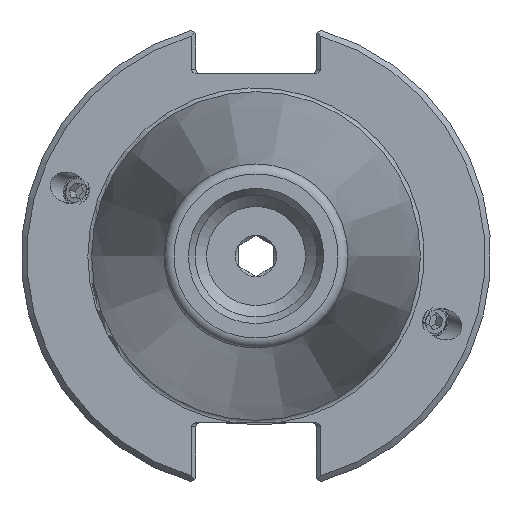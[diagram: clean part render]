
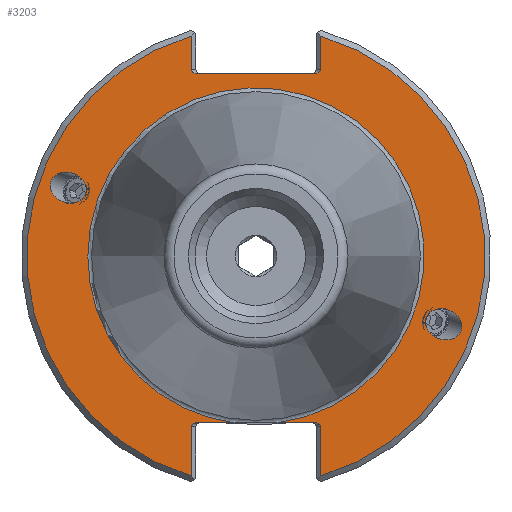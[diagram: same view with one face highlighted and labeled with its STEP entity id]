
A CAD part, left-side view. The second image highlights one B-rep face of the part: STEP entity #3203.
In plain terms, the highlighted planar face has unit normal (-1, 0, 0).
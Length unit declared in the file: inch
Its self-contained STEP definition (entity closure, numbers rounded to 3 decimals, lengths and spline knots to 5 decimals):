
#136=LINE('',#4841,#306);
#142=LINE('',#4869,#312);
#143=LINE('',#4873,#313);
#144=LINE('',#4877,#314);
#145=LINE('',#4882,#315);
#146=LINE('',#4886,#316);
#147=LINE('',#4889,#317);
#306=VECTOR('',#3879,0.63343);
#312=VECTOR('',#3893,0.205);
#313=VECTOR('',#3896,0.2622);
#314=VECTOR('',#3899,0.1782);
#315=VECTOR('',#3904,0.1782);
#316=VECTOR('',#3907,0.2622);
#317=VECTOR('',#3910,0.205);
#676=PLANE('',#3451);
#785=FACE_BOUND('',#1228,.T.);
#786=FACE_BOUND('',#1229,.T.);
#858=CIRCLE('',#3449,0.895);
#860=CIRCLE('',#3453,1.22);
#861=CIRCLE('',#3456,1.22);
#990=FACE_OUTER_BOUND('',#1227,.T.);
#1227=EDGE_LOOP('',(#2305,#2306,#2307,#2308,#2309,#2310,#2311,#2312,#2313,
#2314,#2315,#2316,#2317,#2318));
#1228=EDGE_LOOP('',(#2319));
#1229=EDGE_LOOP('',(#2320));
#1456=ELLIPSE('',#3391,0.09853,0.08071);
#1457=ELLIPSE('',#3401,0.09853,0.08071);
#1462=ELLIPSE('',#3452,0.02828,0.02);
#1463=ELLIPSE('',#3454,0.02828,0.02);
#1464=ELLIPSE('',#3455,0.02828,0.02);
#1465=ELLIPSE('',#3457,0.02828,0.02);
#1474=VERTEX_POINT('',#4653);
#1481=VERTEX_POINT('',#4738);
#1515=VERTEX_POINT('',#4837);
#1517=VERTEX_POINT('',#4840);
#1521=VERTEX_POINT('',#4851);
#1522=VERTEX_POINT('',#4852);
#1524=VERTEX_POINT('',#4868);
#1525=VERTEX_POINT('',#4870);
#1526=VERTEX_POINT('',#4872);
#1527=VERTEX_POINT('',#4874);
#1528=VERTEX_POINT('',#4876);
#1529=VERTEX_POINT('',#4879);
#1530=VERTEX_POINT('',#4881);
#1531=VERTEX_POINT('',#4883);
#1532=VERTEX_POINT('',#4885);
#1533=VERTEX_POINT('',#4887);
#1783=EDGE_CURVE('',#1474,#1474,#1456,.T.);
#1790=EDGE_CURVE('',#1481,#1481,#1457,.T.);
#1826=EDGE_CURVE('',#1515,#1517,#136,.T.);
#1833=EDGE_CURVE('',#1521,#1522,#858,.T.);
#1835=EDGE_CURVE('',#1524,#1521,#142,.T.);
#1836=EDGE_CURVE('',#1525,#1524,#1462,.T.);
#1837=EDGE_CURVE('',#1526,#1525,#143,.T.);
#1838=EDGE_CURVE('',#1527,#1526,#860,.T.);
#1839=EDGE_CURVE('',#1528,#1527,#144,.T.);
#1840=EDGE_CURVE('',#1517,#1528,#1463,.T.);
#1841=EDGE_CURVE('',#1529,#1515,#1464,.T.);
#1842=EDGE_CURVE('',#1530,#1529,#145,.T.);
#1843=EDGE_CURVE('',#1531,#1530,#861,.T.);
#1844=EDGE_CURVE('',#1532,#1531,#146,.T.);
#1845=EDGE_CURVE('',#1533,#1532,#1465,.T.);
#1846=EDGE_CURVE('',#1522,#1533,#147,.T.);
#2305=ORIENTED_EDGE('',*,*,#1833,.F.);
#2306=ORIENTED_EDGE('',*,*,#1835,.F.);
#2307=ORIENTED_EDGE('',*,*,#1836,.F.);
#2308=ORIENTED_EDGE('',*,*,#1837,.F.);
#2309=ORIENTED_EDGE('',*,*,#1838,.F.);
#2310=ORIENTED_EDGE('',*,*,#1839,.F.);
#2311=ORIENTED_EDGE('',*,*,#1840,.F.);
#2312=ORIENTED_EDGE('',*,*,#1826,.F.);
#2313=ORIENTED_EDGE('',*,*,#1841,.F.);
#2314=ORIENTED_EDGE('',*,*,#1842,.F.);
#2315=ORIENTED_EDGE('',*,*,#1843,.F.);
#2316=ORIENTED_EDGE('',*,*,#1844,.F.);
#2317=ORIENTED_EDGE('',*,*,#1845,.F.);
#2318=ORIENTED_EDGE('',*,*,#1846,.F.);
#2319=ORIENTED_EDGE('',*,*,#1783,.T.);
#2320=ORIENTED_EDGE('',*,*,#1790,.T.);
#3203=ADVANCED_FACE('',(#990,#785,#786),#676,.T.);
#3391=AXIS2_PLACEMENT_3D('',#4654,#3757,#3758);
#3401=AXIS2_PLACEMENT_3D('',#4739,#3777,#3778);
#3449=AXIS2_PLACEMENT_3D('',#4864,#3887,#3888);
#3451=AXIS2_PLACEMENT_3D('',#4867,#3891,#3892);
#3452=AXIS2_PLACEMENT_3D('',#4871,#3894,#3895);
#3453=AXIS2_PLACEMENT_3D('',#4875,#3897,#3898);
#3454=AXIS2_PLACEMENT_3D('',#4878,#3900,#3901);
#3455=AXIS2_PLACEMENT_3D('',#4880,#3902,#3903);
#3456=AXIS2_PLACEMENT_3D('',#4884,#3905,#3906);
#3457=AXIS2_PLACEMENT_3D('',#4888,#3908,#3909);
#3757=DIRECTION('center_axis',(1.,0.,0.));
#3758=DIRECTION('ref_axis',(0.,-0.94,-0.342));
#3777=DIRECTION('center_axis',(1.,0.,0.));
#3778=DIRECTION('ref_axis',(0.,0.94,0.342));
#3879=DIRECTION('',(0.,-1.,0.));
#3887=DIRECTION('center_axis',(-1.,0.,0.));
#3888=DIRECTION('ref_axis',(0.,-1.,0.));
#3891=DIRECTION('center_axis',(-1.,0.,0.));
#3892=DIRECTION('ref_axis',(0.,0.,1.));
#3893=DIRECTION('',(0.,1.,0.));
#3894=DIRECTION('center_axis',(-1.,0.,0.));
#3895=DIRECTION('ref_axis',(0.,-1.,0.));
#3896=DIRECTION('',(0.,0.,1.));
#3897=DIRECTION('center_axis',(1.,0.,0.));
#3898=DIRECTION('ref_axis',(0.,-1.,0.));
#3899=DIRECTION('',(0.,0.,1.));
#3900=DIRECTION('center_axis',(-1.,0.,0.));
#3901=DIRECTION('ref_axis',(0.,-1.,0.));
#3902=DIRECTION('center_axis',(-1.,0.,0.));
#3903=DIRECTION('ref_axis',(0.,1.,0.));
#3904=DIRECTION('',(0.,0.,-1.));
#3905=DIRECTION('center_axis',(1.,0.,0.));
#3906=DIRECTION('ref_axis',(0.,1.,0.));
#3907=DIRECTION('',(0.,0.,-1.));
#3908=DIRECTION('center_axis',(-1.,0.,0.));
#3909=DIRECTION('ref_axis',(0.,1.,0.));
#3910=DIRECTION('',(0.,1.,0.));
#4653=CARTESIAN_POINT('',(0.125,-0.90631,-0.32987));
#4654=CARTESIAN_POINT('Origin',(0.125,-0.99889,-0.36357));
#4738=CARTESIAN_POINT('',(0.125,0.90631,0.32987));
#4739=CARTESIAN_POINT('Origin',(0.125,0.99889,0.36357));
#4837=CARTESIAN_POINT('',(0.125,0.31672,0.972));
#4840=CARTESIAN_POINT('',(0.125,-0.31672,0.972));
#4841=CARTESIAN_POINT('',(0.125,0.53125,0.972));
#4851=CARTESIAN_POINT('',(0.125,-0.11172,-0.888));
#4852=CARTESIAN_POINT('',(0.125,0.11172,-0.888));
#4864=CARTESIAN_POINT('Origin',(0.125,0.,0.));
#4867=CARTESIAN_POINT('Origin',(0.125,1.0625,0.));
#4868=CARTESIAN_POINT('',(0.125,-0.31672,-0.888));
#4869=CARTESIAN_POINT('',(0.125,0.53125,-0.888));
#4870=CARTESIAN_POINT('',(0.125,-0.345,-0.908));
#4871=CARTESIAN_POINT('Origin',(0.125,-0.31672,-0.908));
#4872=CARTESIAN_POINT('',(0.125,-0.345,-1.1702));
#4873=CARTESIAN_POINT('',(0.125,-0.345,-0.444));
#4874=CARTESIAN_POINT('',(0.125,-0.345,1.1702));
#4875=CARTESIAN_POINT('Origin',(0.125,0.,0.));
#4876=CARTESIAN_POINT('',(0.125,-0.345,0.992));
#4877=CARTESIAN_POINT('',(0.125,-0.345,0.486));
#4878=CARTESIAN_POINT('Origin',(0.125,-0.31672,0.992));
#4879=CARTESIAN_POINT('',(0.125,0.345,0.992));
#4880=CARTESIAN_POINT('Origin',(0.125,0.31672,0.992));
#4881=CARTESIAN_POINT('',(0.125,0.345,1.1702));
#4882=CARTESIAN_POINT('',(0.125,0.345,0.486));
#4883=CARTESIAN_POINT('',(0.125,0.345,-1.1702));
#4884=CARTESIAN_POINT('Origin',(0.125,0.,0.));
#4885=CARTESIAN_POINT('',(0.125,0.345,-0.908));
#4886=CARTESIAN_POINT('',(0.125,0.345,-0.444));
#4887=CARTESIAN_POINT('',(0.125,0.31672,-0.888));
#4888=CARTESIAN_POINT('Origin',(0.125,0.31672,-0.908));
#4889=CARTESIAN_POINT('',(0.125,0.53125,-0.888));
